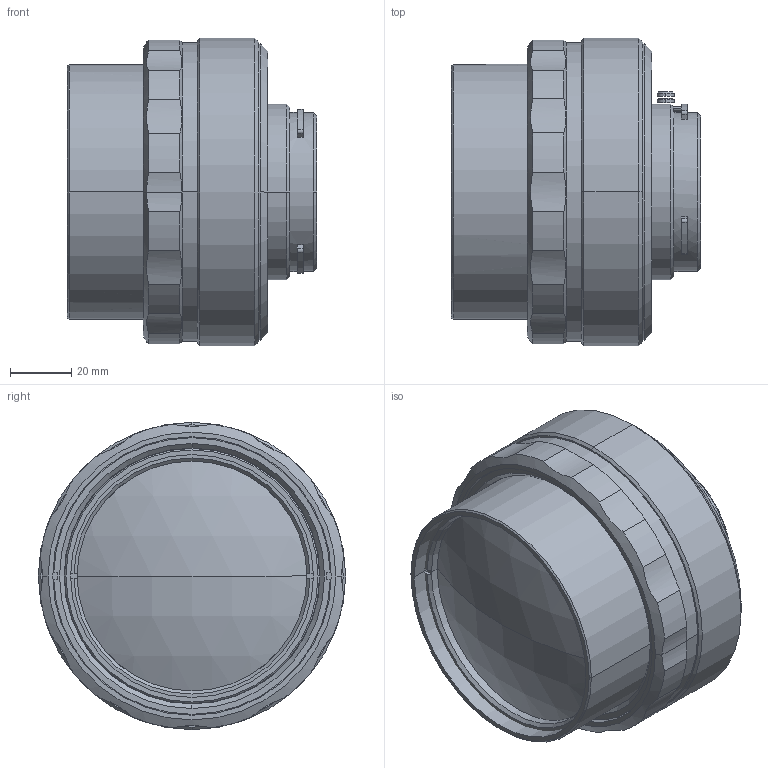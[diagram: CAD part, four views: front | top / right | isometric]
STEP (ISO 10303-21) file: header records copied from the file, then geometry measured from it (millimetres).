
FILE_DESCRIPTION (( 'STEP AP214' ), '1' );
FILE_NAME ('MW07523.STEP', '2016-03-21T13:32:19', ( '' ), ( '' ), 'SwSTEP 2.0', 'SolidWorks 2015', '' );
FILE_SCHEMA (( 'AUTOMOTIVE_DESIGN' ));
Length unit declared in the file: millimetre
Products named in the file (1): MW07523
Bounding box: 81.02 x 100 x 100 mm (x, y, z)
Surface area: 65709 mm2 (no closed solid volume)
Topology: 0 solids, 15 shells, 155 faces, 441 edges, 300 vertices
Faces by surface type: cylinder 83, plane 38, cone 30, sphere 4
Entity records: 7248 total; most frequent: CARTESIAN_POINT 1420, DIRECTION 923, ORIENTED_EDGE 755, EDGE_CURVE 441, AXIS2_PLACEMENT_3D 377, VERTEX_POINT 300, CIRCLE 221, EDGE_LOOP 183
